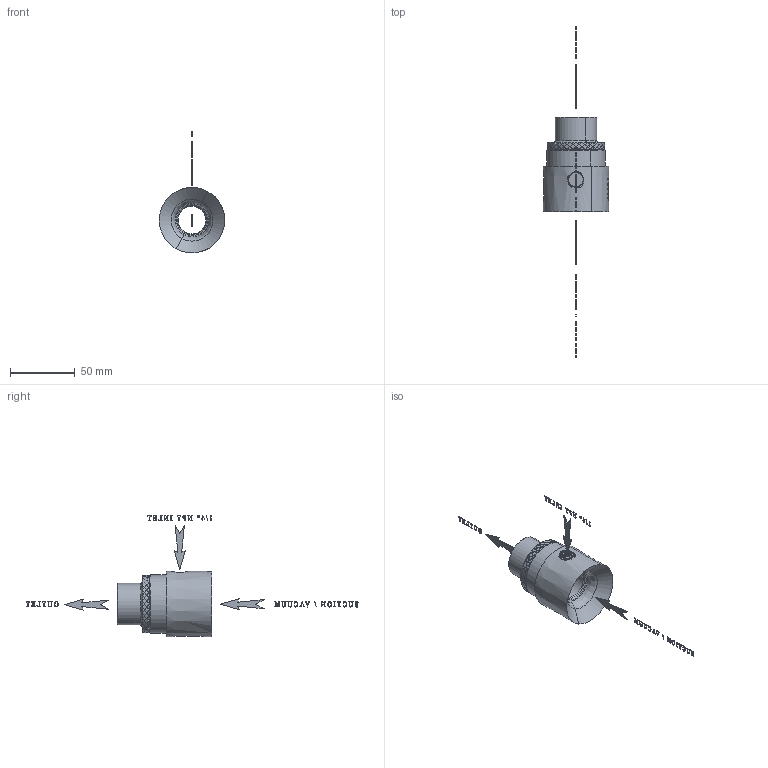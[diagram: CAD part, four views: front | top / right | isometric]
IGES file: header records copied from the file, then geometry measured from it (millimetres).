
Start section: START RECORD GO HERE.
Global section: file name: 40001_Ol.igs; native system: DASSAULT SYSTEMES CATIA V5 R20 - www.3ds.com; preprocessor: CATIA Version 5 Release 20 ; author: DESIGNENG; organization: DESIGNENG; date: 20150526.173620; units: millimetre
Bounding box: 50.29 x 255.52 x 93.65 mm (x, y, z)
Volume: 70788 mm3; surface area: 20287.2 mm2
Topology: 37 solids, 37 shells, 1806 faces, 5105 edges, 3398 vertices
Faces by surface type: plane 836, extrusion 435, bspline 329, revolution 206
